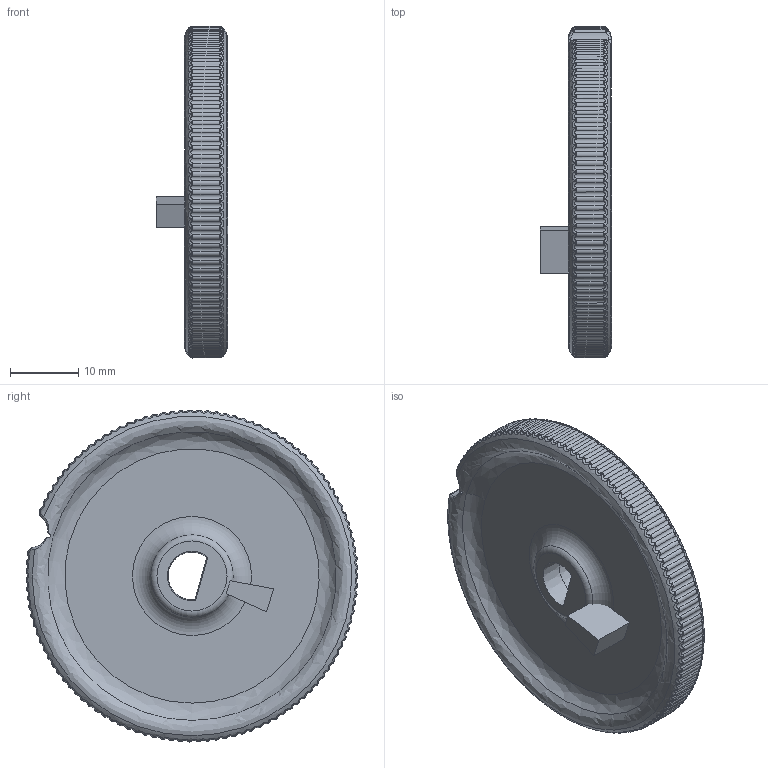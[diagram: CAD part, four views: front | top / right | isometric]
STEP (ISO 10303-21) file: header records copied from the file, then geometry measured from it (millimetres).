
FILE_DESCRIPTION(/* description */ (''),/* implementation_level */ '2;1');
FILE_NAME(/* name */ 'NanoEgg Mod Wheel.step',/* time_stamp */ '2016-10-15T22:12:57-07:00',/* author */ (''),/* organization */ (''),/* preprocessor_version */ 'ST-DEVELOPER v16.5',/* originating_system */ 'Autodesk Translation Framework v5.2.0.2031',/* authorisation */ '');
FILE_SCHEMA (('AUTOMOTIVE_DESIGN { 1 0 10303 214 3 1 1 }'));
Length unit declared in the file: centimetre
Products named in the file (3): NanoEggAssembly2 v58; NewModWheelMountBlock; Modulation Wheel
Assembly tree (2 placements, depth 3):
  NanoEggAssembly2 v58
    NewModWheelMountBlock
      Modulation Wheel
Bounding box: 10.44 x 48.59 x 48.59 mm (x, y, z)
Volume: 5920.5 mm3; surface area: 4996.8 mm2
Topology: 2 solids, 2 shells, 718 faces, 1466 edges, 750 vertices
Faces by surface type: bspline 242, cylinder 229, sphere 222, plane 15, torus 8, cone 2
Entity records: 26439 total; most frequent: CARTESIAN_POINT 12718, ORIENTED_EDGE 2916, DIRECTION 2669, EDGE_CURVE 1458, AXIS2_PLACEMENT_3D 1211, VERTEX_POINT 748, EDGE_LOOP 724, CIRCLE 724
